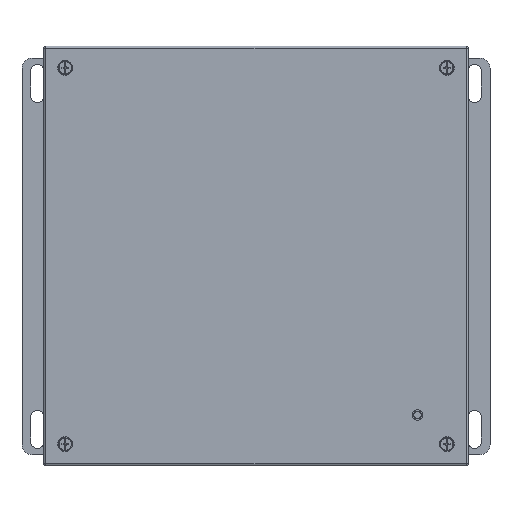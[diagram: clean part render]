
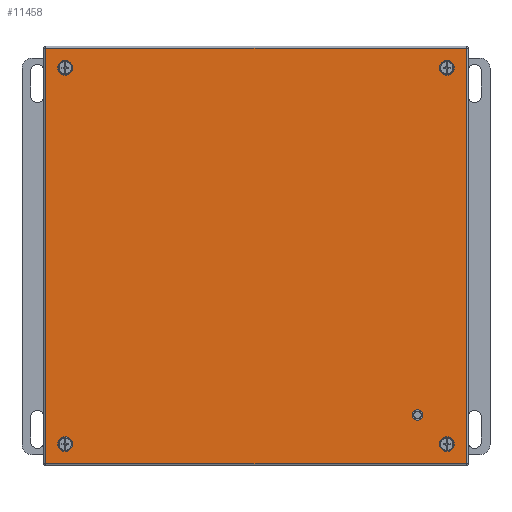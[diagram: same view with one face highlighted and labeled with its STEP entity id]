
A CAD part, top view. The second image highlights one B-rep face of the part: STEP entity #11458.
In plain terms, the highlighted planar face has unit normal (0, 0, 1).
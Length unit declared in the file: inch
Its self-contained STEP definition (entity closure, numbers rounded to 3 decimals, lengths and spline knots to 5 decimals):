
#1030 = FACE_BOUND ( 'NONE', #15331, .T. ) ;
#1123 = AXIS2_PLACEMENT_3D ( 'NONE', #18219, #11576, #15635 ) ;
#1886 = CARTESIAN_POINT ( 'NONE',  ( -0.10615, 8.05245, 6.135 ) ) ;
#2112 = LINE ( 'NONE', #1886, #9461 ) ;
#3230 = CARTESIAN_POINT ( 'NONE',  ( 10.23125, 8.05245, 6.135 ) ) ;
#4041 = DIRECTION ( 'NONE',  ( 0., 0., -1. ) ) ;
#4568 = VERTEX_POINT ( 'NONE', #37261 ) ;
#4585 = CIRCLE ( 'NONE', #16269, 0.133 ) ;
#5952 = CARTESIAN_POINT ( 'NONE',  ( 10.28127, 10.10625, 6.135 ) ) ;
#6141 = VERTEX_POINT ( 'NONE', #8368 ) ;
#6789 = CARTESIAN_POINT ( 'NONE',  ( 10.23125, -0.10635, 6.135 ) ) ;
#6802 = ORIENTED_EDGE ( 'NONE', *, *, #30323, .T. ) ;
#7205 = EDGE_LOOP ( 'NONE', ( #23474 ) ) ;
#7269 = DIRECTION ( 'NONE',  ( -1., 0., 0. ) ) ;
#7823 = EDGE_CURVE ( 'NONE', #6141, #13109, #15588, .T. ) ;
#8368 = CARTESIAN_POINT ( 'NONE',  ( 10.23125, 10.10625, 6.135 ) ) ;
#8988 = EDGE_LOOP ( 'NONE', ( #6802 ) ) ;
#9461 = VECTOR ( 'NONE', #11997, 39.37008 ) ;
#9724 = LINE ( 'NONE', #3230, #14841 ) ;
#10701 = CARTESIAN_POINT ( 'NONE',  ( 8.9347, 1.09365, 6.135 ) ) ;
#11006 = EDGE_LOOP ( 'NONE', ( #12704, #14755, #39510, #36749 ) ) ;
#11205 = DIRECTION ( 'NONE',  ( 1., 0., 0. ) ) ;
#11337 = VERTEX_POINT ( 'NONE', #30388 ) ;
#11458 = ADVANCED_FACE ( 'NONE', ( #1030, #21000, #29999, #33995, #13710, #27418 ), #26800, .F. ) ;
#11576 = DIRECTION ( 'NONE',  ( 0., 0., -1. ) ) ;
#11770 = CARTESIAN_POINT ( 'NONE',  ( 0.2421, 9.625, 6.135 ) ) ;
#11997 = DIRECTION ( 'NONE',  ( 0., -1., 0. ) ) ;
#12224 = AXIS2_PLACEMENT_3D ( 'NONE', #26560, #4041, #39311 ) ;
#12261 = AXIS2_PLACEMENT_3D ( 'NONE', #41997, #16212, #34987 ) ;
#12654 = VERTEX_POINT ( 'NONE', #25051 ) ;
#12704 = ORIENTED_EDGE ( 'NONE', *, *, #36421, .T. ) ;
#13105 = DIRECTION ( 'NONE',  ( 0., 1., 0. ) ) ;
#13109 = VERTEX_POINT ( 'NONE', #14785 ) ;
#13220 = EDGE_CURVE ( 'NONE', #23857, #23857, #16984, .T. ) ;
#13710 = FACE_BOUND ( 'NONE', #7205, .T. ) ;
#14394 = LINE ( 'NONE', #20620, #35333 ) ;
#14436 = ORIENTED_EDGE ( 'NONE', *, *, #13220, .T. ) ;
#14755 = ORIENTED_EDGE ( 'NONE', *, *, #36107, .T. ) ;
#14785 = CARTESIAN_POINT ( 'NONE',  ( -0.10615, 10.10625, 6.135 ) ) ;
#14841 = VECTOR ( 'NONE', #13105, 39.37008 ) ;
#15331 = EDGE_LOOP ( 'NONE', ( #38279 ) ) ;
#15588 = LINE ( 'NONE', #5952, #36688 ) ;
#15635 = DIRECTION ( 'NONE',  ( -1., 0., 0. ) ) ;
#15818 = DIRECTION ( 'NONE',  ( 0., 0., -1. ) ) ;
#16030 = CARTESIAN_POINT ( 'NONE',  ( 0.3751, 9.625, 6.135 ) ) ;
#16212 = DIRECTION ( 'NONE',  ( 0., 0., -1. ) ) ;
#16269 = AXIS2_PLACEMENT_3D ( 'NONE', #16030, #15818, #35446 ) ;
#16984 = CIRCLE ( 'NONE', #40785, 0.133 ) ;
#17091 = EDGE_LOOP ( 'NONE', ( #34852 ) ) ;
#18219 = CARTESIAN_POINT ( 'NONE',  ( 10.28127, 8.05245, 6.135 ) ) ;
#18716 = EDGE_CURVE ( 'NONE', #4568, #4568, #32819, .T. ) ;
#19023 = DIRECTION ( 'NONE',  ( -1., 0., 0. ) ) ;
#19901 = CARTESIAN_POINT ( 'NONE',  ( 9.75, 9.625, 6.135 ) ) ;
#20620 = CARTESIAN_POINT ( 'NONE',  ( 10.28127, -0.10635, 6.135 ) ) ;
#21000 = FACE_BOUND ( 'NONE', #8988, .T. ) ;
#23474 = ORIENTED_EDGE ( 'NONE', *, *, #42134, .T. ) ;
#23853 = CIRCLE ( 'NONE', #12261, 0.09655 ) ;
#23857 = VERTEX_POINT ( 'NONE', #33638 ) ;
#24401 = VERTEX_POINT ( 'NONE', #6789 ) ;
#25051 = CARTESIAN_POINT ( 'NONE',  ( -0.10615, -0.10635, 6.135 ) ) ;
#26560 = CARTESIAN_POINT ( 'NONE',  ( 9.75, 0.3749, 6.135 ) ) ;
#26800 = PLANE ( 'NONE',  #1123 ) ;
#27183 = VERTEX_POINT ( 'NONE', #10701 ) ;
#27217 = EDGE_LOOP ( 'NONE', ( #14436 ) ) ;
#27418 = FACE_OUTER_BOUND ( 'NONE', #11006, .T. ) ;
#27924 = CIRCLE ( 'NONE', #12224, 0.133 ) ;
#28851 = DIRECTION ( 'NONE',  ( 0., 0., -1. ) ) ;
#29062 = DIRECTION ( 'NONE',  ( -1., 0., 0. ) ) ;
#29176 = EDGE_CURVE ( 'NONE', #24401, #6141, #9724, .T. ) ;
#29319 = CARTESIAN_POINT ( 'NONE',  ( 0.3751, 0.3749, 6.135 ) ) ;
#29912 = EDGE_CURVE ( 'NONE', #11337, #11337, #27924, .T. ) ;
#29999 = FACE_BOUND ( 'NONE', #17091, .T. ) ;
#30323 = EDGE_CURVE ( 'NONE', #27183, #27183, #23853, .T. ) ;
#30388 = CARTESIAN_POINT ( 'NONE',  ( 9.617, 0.3749, 6.135 ) ) ;
#31219 = VERTEX_POINT ( 'NONE', #11770 ) ;
#32819 = CIRCLE ( 'NONE', #34858, 0.133 ) ;
#33638 = CARTESIAN_POINT ( 'NONE',  ( 0.2421, 0.3749, 6.135 ) ) ;
#33995 = FACE_BOUND ( 'NONE', #27217, .T. ) ;
#34852 = ORIENTED_EDGE ( 'NONE', *, *, #29912, .T. ) ;
#34858 = AXIS2_PLACEMENT_3D ( 'NONE', #19901, #28851, #29062 ) ;
#34987 = DIRECTION ( 'NONE',  ( -1., 0., 0. ) ) ;
#35333 = VECTOR ( 'NONE', #11205, 39.37008 ) ;
#35446 = DIRECTION ( 'NONE',  ( -1., 0., 0. ) ) ;
#35894 = DIRECTION ( 'NONE',  ( 0., 0., -1. ) ) ;
#36107 = EDGE_CURVE ( 'NONE', #12654, #24401, #14394, .T. ) ;
#36421 = EDGE_CURVE ( 'NONE', #13109, #12654, #2112, .T. ) ;
#36688 = VECTOR ( 'NONE', #19023, 39.37008 ) ;
#36749 = ORIENTED_EDGE ( 'NONE', *, *, #7823, .T. ) ;
#37261 = CARTESIAN_POINT ( 'NONE',  ( 9.617, 9.625, 6.135 ) ) ;
#38279 = ORIENTED_EDGE ( 'NONE', *, *, #18716, .T. ) ;
#39311 = DIRECTION ( 'NONE',  ( -1., 0., 0. ) ) ;
#39510 = ORIENTED_EDGE ( 'NONE', *, *, #29176, .T. ) ;
#40785 = AXIS2_PLACEMENT_3D ( 'NONE', #29319, #35894, #7269 ) ;
#41997 = CARTESIAN_POINT ( 'NONE',  ( 9.03125, 1.09365, 6.135 ) ) ;
#42134 = EDGE_CURVE ( 'NONE', #31219, #31219, #4585, .T. ) ;
